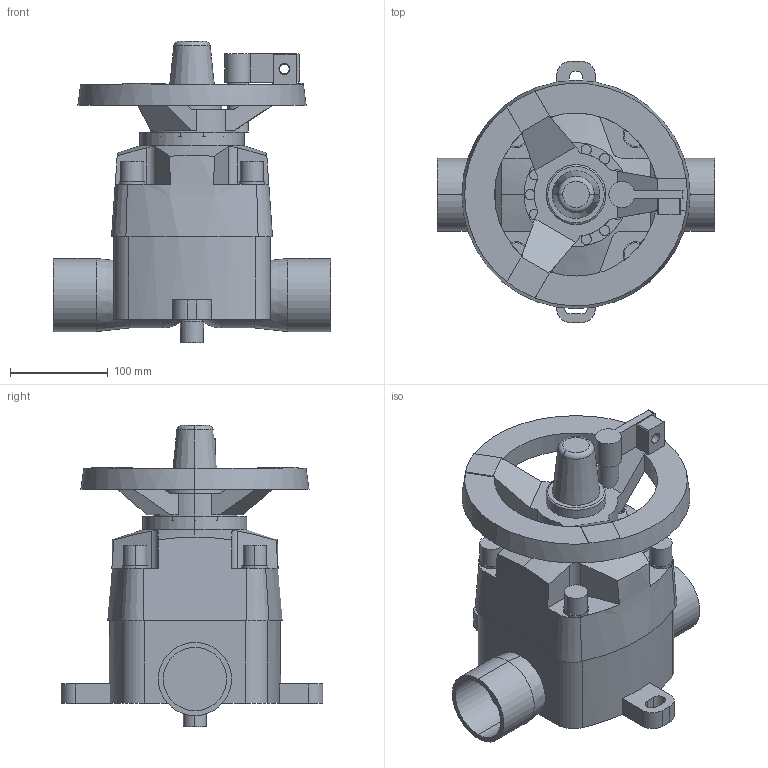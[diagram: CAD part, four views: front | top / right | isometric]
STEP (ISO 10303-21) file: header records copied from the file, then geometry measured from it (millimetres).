
FILE_DESCRIPTION(('STEP AP214'),'1');
FILE_NAME('cctmp_BEF5C435-F56D-4069-89A8-1DB7A1ECE3EE_2018_12_17_13_25_12_141..stp','2018-12-17T12:25:12',('Praher Valves GmbH'),('CADClick - www.CADClick.com'),'Spatial InterOp 3D',' ','unknown authorization');
FILE_SCHEMA(('AUTOMOTIVE_DESIGN'));
Length unit declared in the file: millimetre
Products named in the file (1): 120186
Bounding box: 284 x 268 x 308.7 mm (x, y, z)
Volume: 5541120.5 mm3; surface area: 346480.5 mm2
Topology: 1 solids, 2 shells, 266 faces, 705 edges, 450 vertices
Faces by surface type: plane 132, cylinder 110, cone 16, torus 8
Entity records: 11023 total; most frequent: CARTESIAN_POINT 2048, DIRECTION 1543, ORIENTED_EDGE 1410, EDGE_CURVE 705, AXIS2_PLACEMENT_3D 619, VERTEX_POINT 450, CIRCLE 338, LINE 305
